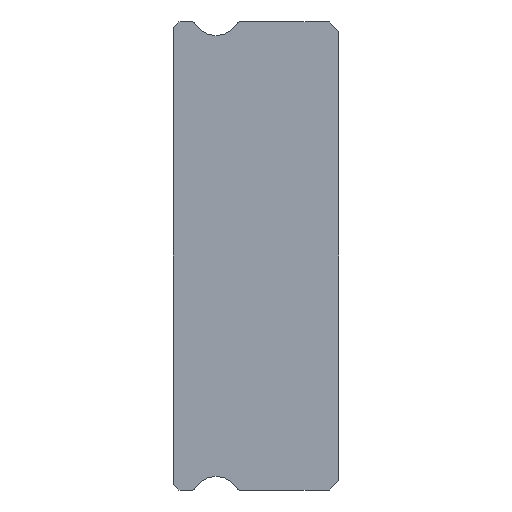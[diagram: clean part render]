
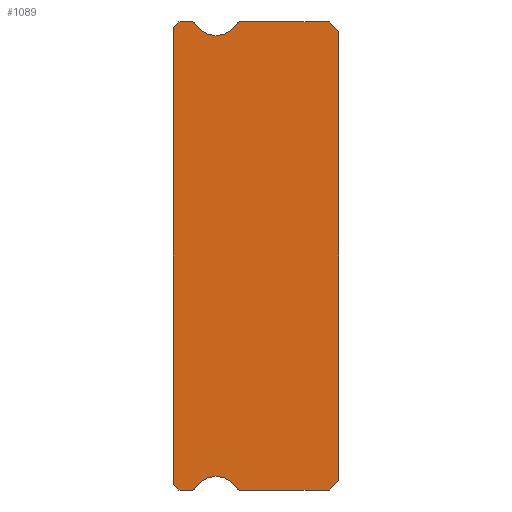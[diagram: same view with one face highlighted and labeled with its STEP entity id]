
A CAD part, left-side view. The second image highlights one B-rep face of the part: STEP entity #1089.
In plain terms, the highlighted planar face has unit normal (-1, 0, 0).
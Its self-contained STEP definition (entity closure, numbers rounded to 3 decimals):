
#34 = CIRCLE ( 'NONE', #3692, 1.25 ) ;
#64 = DIRECTION ( 'NONE',  ( 0., 0., -1. ) ) ;
#75 = VERTEX_POINT ( 'NONE', #967 ) ;
#84 = EDGE_CURVE ( 'NONE', #1371, #75, #1772, .T. ) ;
#160 = DIRECTION ( 'NONE',  ( 0., 0., -1. ) ) ;
#185 = LINE ( 'NONE', #4077, #1174 ) ;
#190 = CARTESIAN_POINT ( 'NONE',  ( -10., 8.5, 11.7 ) ) ;
#203 = VERTEX_POINT ( 'NONE', #4855 ) ;
#228 = CARTESIAN_POINT ( 'NONE',  ( -10., 0., 11.5 ) ) ;
#398 = DIRECTION ( 'NONE',  ( -1., 0., 0. ) ) ;
#413 = DIRECTION ( 'NONE',  ( 1., 0., 0. ) ) ;
#561 = EDGE_CURVE ( 'NONE', #2508, #721, #2424, .T. ) ;
#579 = VERTEX_POINT ( 'NONE', #2090 ) ;
#583 = EDGE_CURVE ( 'NONE', #4567, #2508, #2753, .T. ) ;
#675 = ORIENTED_EDGE ( 'NONE', *, *, #4463, .F. ) ;
#719 = CARTESIAN_POINT ( 'NONE',  ( -10., 8.5, 11.7 ) ) ;
#721 = VERTEX_POINT ( 'NONE', #228 ) ;
#763 = DIRECTION ( 'NONE',  ( 0., 1., 0. ) ) ;
#778 = ORIENTED_EDGE ( 'NONE', *, *, #1863, .T. ) ;
#784 = AXIS2_PLACEMENT_3D ( 'NONE', #1324, #3246, #4764 ) ;
#806 = CARTESIAN_POINT ( 'NONE',  ( -10., 8.5, 11.85 ) ) ;
#840 = VERTEX_POINT ( 'NONE', #1829 ) ;
#869 = DIRECTION ( 'NONE',  ( 1., 0., 0. ) ) ;
#964 = DIRECTION ( 'NONE',  ( 1., 0., 0. ) ) ;
#967 = CARTESIAN_POINT ( 'NONE',  ( -10., 5.217, 11.925 ) ) ;
#1001 = EDGE_CURVE ( 'NONE', #3447, #203, #34, .T. ) ;
#1010 = DIRECTION ( 'NONE',  ( 0., 0., -1. ) ) ;
#1039 = CARTESIAN_POINT ( 'NONE',  ( -10., 5.088, 12. ) ) ;
#1048 = CARTESIAN_POINT ( 'NONE',  ( -10., 7.383, 11.925 ) ) ;
#1089 = ADVANCED_FACE ( 'NONE', ( #1166 ), #2048, .F. ) ;
#1153 = EDGE_CURVE ( 'NONE', #2216, #1371, #1578, .T. ) ;
#1166 = FACE_OUTER_BOUND ( 'NONE', #4167, .T. ) ;
#1173 = ORIENTED_EDGE ( 'NONE', *, *, #2192, .T. ) ;
#1174 = VECTOR ( 'NONE', #3668, 1000. ) ;
#1250 = ORIENTED_EDGE ( 'NONE', *, *, #3720, .F. ) ;
#1324 = CARTESIAN_POINT ( 'NONE',  ( -10., 6.3, 12.55 ) ) ;
#1344 = ORIENTED_EDGE ( 'NONE', *, *, #3503, .F. ) ;
#1371 = VERTEX_POINT ( 'NONE', #1517 ) ;
#1386 = LINE ( 'NONE', #4458, #4415 ) ;
#1415 = ORIENTED_EDGE ( 'NONE', *, *, #3333, .T. ) ;
#1425 = CIRCLE ( 'NONE', #4568, 0.15 ) ;
#1443 = VECTOR ( 'NONE', #2477, 1000. ) ;
#1449 = CARTESIAN_POINT ( 'NONE',  ( -10., 7.512, 12. ) ) ;
#1501 = CARTESIAN_POINT ( 'NONE',  ( -10., 8.2, 12. ) ) ;
#1503 = LINE ( 'NONE', #1529, #4422 ) ;
#1506 = CIRCLE ( 'NONE', #2172, 0.15 ) ;
#1517 = CARTESIAN_POINT ( 'NONE',  ( -10., 6.3, 11.3 ) ) ;
#1524 = CIRCLE ( 'NONE', #3237, 0.15 ) ;
#1529 = CARTESIAN_POINT ( 'NONE',  ( -10., 7.512, -12. ) ) ;
#1578 = CIRCLE ( 'NONE', #2234, 1.25 ) ;
#1653 = DIRECTION ( 'NONE',  ( 0., -0.707, -0.707 ) ) ;
#1667 = CARTESIAN_POINT ( 'NONE',  ( -10., 6.3, 12.55 ) ) ;
#1698 = CARTESIAN_POINT ( 'NONE',  ( -10., 8.2, 12. ) ) ;
#1730 = VERTEX_POINT ( 'NONE', #4680 ) ;
#1772 = CIRCLE ( 'NONE', #784, 1.25 ) ;
#1806 = CARTESIAN_POINT ( 'NONE',  ( -10., 8.2, -12. ) ) ;
#1818 = ORIENTED_EDGE ( 'NONE', *, *, #561, .F. ) ;
#1829 = CARTESIAN_POINT ( 'NONE',  ( -10., 8.5, -11.7 ) ) ;
#1863 = EDGE_CURVE ( 'NONE', #4898, #3262, #2848, .T. ) ;
#1909 = LINE ( 'NONE', #4971, #2268 ) ;
#1933 = VECTOR ( 'NONE', #1653, 1000. ) ;
#1943 = CARTESIAN_POINT ( 'NONE',  ( -10., 7.512, -11.85 ) ) ;
#2048 = PLANE ( 'NONE',  #2486 ) ;
#2090 = CARTESIAN_POINT ( 'NONE',  ( -10., 0.5, -12. ) ) ;
#2146 = VECTOR ( 'NONE', #4403, 1000. ) ;
#2155 = DIRECTION ( 'NONE',  ( 0., 0., 1. ) ) ;
#2160 = VECTOR ( 'NONE', #3827, 1000. ) ;
#2168 = CIRCLE ( 'NONE', #3545, 0.15 ) ;
#2172 = AXIS2_PLACEMENT_3D ( 'NONE', #2958, #4471, #1010 ) ;
#2183 = ORIENTED_EDGE ( 'NONE', *, *, #3880, .T. ) ;
#2192 = EDGE_CURVE ( 'NONE', #840, #3924, #4938, .T. ) ;
#2202 = ORIENTED_EDGE ( 'NONE', *, *, #1153, .F. ) ;
#2216 = VERTEX_POINT ( 'NONE', #1048 ) ;
#2234 = AXIS2_PLACEMENT_3D ( 'NONE', #1667, #3542, #64 ) ;
#2268 = VECTOR ( 'NONE', #2294, 1000. ) ;
#2294 = DIRECTION ( 'NONE',  ( 0., 0.707, -0.707 ) ) ;
#2306 = DIRECTION ( 'NONE',  ( 0., 0., -1. ) ) ;
#2331 = ORIENTED_EDGE ( 'NONE', *, *, #2423, .F. ) ;
#2337 = ORIENTED_EDGE ( 'NONE', *, *, #84, .F. ) ;
#2375 = DIRECTION ( 'NONE',  ( 0., 0., 1. ) ) ;
#2423 = EDGE_CURVE ( 'NONE', #840, #4359, #4391, .T. ) ;
#2424 = LINE ( 'NONE', #3175, #1933 ) ;
#2436 = DIRECTION ( 'NONE',  ( 0., 0., -1. ) ) ;
#2477 = DIRECTION ( 'NONE',  ( 0., -1., 0. ) ) ;
#2486 = AXIS2_PLACEMENT_3D ( 'NONE', #3937, #413, #2738 ) ;
#2508 = VERTEX_POINT ( 'NONE', #4166 ) ;
#2653 = VECTOR ( 'NONE', #2375, 1000. ) ;
#2681 = DIRECTION ( 'NONE',  ( 0., -0.707, -0.707 ) ) ;
#2738 = DIRECTION ( 'NONE',  ( 0., 0., -1. ) ) ;
#2753 = LINE ( 'NONE', #4365, #1443 ) ;
#2792 = CARTESIAN_POINT ( 'NONE',  ( -10., 6.3, -12.55 ) ) ;
#2848 = LINE ( 'NONE', #1698, #2146 ) ;
#2958 = CARTESIAN_POINT ( 'NONE',  ( -10., 5.088, 11.85 ) ) ;
#3044 = CARTESIAN_POINT ( 'NONE',  ( -10., 8.2, -12. ) ) ;
#3067 = DIRECTION ( 'NONE',  ( 1., 0., 0. ) ) ;
#3151 = ORIENTED_EDGE ( 'NONE', *, *, #4661, .F. ) ;
#3175 = CARTESIAN_POINT ( 'NONE',  ( -10., 0.5, 12. ) ) ;
#3237 = AXIS2_PLACEMENT_3D ( 'NONE', #4322, #869, #2436 ) ;
#3246 = DIRECTION ( 'NONE',  ( -1., 0., 0. ) ) ;
#3262 = VERTEX_POINT ( 'NONE', #1501 ) ;
#3289 = CARTESIAN_POINT ( 'NONE',  ( -10., 7.512, 11.85 ) ) ;
#3333 = EDGE_CURVE ( 'NONE', #3262, #4359, #4546, .T. ) ;
#3447 = VERTEX_POINT ( 'NONE', #4785 ) ;
#3503 = EDGE_CURVE ( 'NONE', #4898, #2216, #1425, .T. ) ;
#3542 = DIRECTION ( 'NONE',  ( -1., 0., 0. ) ) ;
#3545 = AXIS2_PLACEMENT_3D ( 'NONE', #1943, #3067, #2306 ) ;
#3562 = EDGE_CURVE ( 'NONE', #3924, #4356, #185, .T. ) ;
#3628 = ORIENTED_EDGE ( 'NONE', *, *, #4954, .F. ) ;
#3643 = ORIENTED_EDGE ( 'NONE', *, *, #3562, .T. ) ;
#3650 = CARTESIAN_POINT ( 'NONE',  ( -10., 7.512, -12. ) ) ;
#3668 = DIRECTION ( 'NONE',  ( 0., -1., 0. ) ) ;
#3676 = CARTESIAN_POINT ( 'NONE',  ( -10., 0., -11.5 ) ) ;
#3692 = AXIS2_PLACEMENT_3D ( 'NONE', #2792, #398, #4304 ) ;
#3720 = EDGE_CURVE ( 'NONE', #75, #4567, #1506, .T. ) ;
#3754 = ORIENTED_EDGE ( 'NONE', *, *, #3990, .F. ) ;
#3827 = DIRECTION ( 'NONE',  ( 0., 0.707, -0.707 ) ) ;
#3880 = EDGE_CURVE ( 'NONE', #3975, #721, #1386, .T. ) ;
#3924 = VERTEX_POINT ( 'NONE', #1806 ) ;
#3937 = CARTESIAN_POINT ( 'NONE',  ( -10., 7.512, 11.85 ) ) ;
#3975 = VERTEX_POINT ( 'NONE', #3676 ) ;
#3990 = EDGE_CURVE ( 'NONE', #203, #4356, #2168, .T. ) ;
#4003 = VECTOR ( 'NONE', #2681, 1000. ) ;
#4077 = CARTESIAN_POINT ( 'NONE',  ( -10., 7.512, -12. ) ) ;
#4166 = CARTESIAN_POINT ( 'NONE',  ( -10., 0.5, 12. ) ) ;
#4167 = EDGE_LOOP ( 'NONE', ( #2331, #1173, #3643, #3754, #4518, #3151, #675, #3628, #2183, #1818, #4370, #1250, #2337, #2202, #1344, #778, #1415 ) ) ;
#4304 = DIRECTION ( 'NONE',  ( 0., 0., -1. ) ) ;
#4322 = CARTESIAN_POINT ( 'NONE',  ( -10., 5.088, -11.85 ) ) ;
#4356 = VERTEX_POINT ( 'NONE', #3650 ) ;
#4359 = VERTEX_POINT ( 'NONE', #190 ) ;
#4365 = CARTESIAN_POINT ( 'NONE',  ( -10., 7.512, 12. ) ) ;
#4370 = ORIENTED_EDGE ( 'NONE', *, *, #583, .F. ) ;
#4391 = LINE ( 'NONE', #806, #2653 ) ;
#4403 = DIRECTION ( 'NONE',  ( 0., 1., 0. ) ) ;
#4415 = VECTOR ( 'NONE', #2155, 1000. ) ;
#4422 = VECTOR ( 'NONE', #763, 1000. ) ;
#4458 = CARTESIAN_POINT ( 'NONE',  ( -10., 0., 11.5 ) ) ;
#4463 = EDGE_CURVE ( 'NONE', #579, #1730, #1503, .T. ) ;
#4471 = DIRECTION ( 'NONE',  ( 1., 0., 0. ) ) ;
#4518 = ORIENTED_EDGE ( 'NONE', *, *, #1001, .F. ) ;
#4546 = LINE ( 'NONE', #719, #2160 ) ;
#4567 = VERTEX_POINT ( 'NONE', #1039 ) ;
#4568 = AXIS2_PLACEMENT_3D ( 'NONE', #3289, #964, #160 ) ;
#4661 = EDGE_CURVE ( 'NONE', #1730, #3447, #1524, .T. ) ;
#4680 = CARTESIAN_POINT ( 'NONE',  ( -10., 5.088, -12. ) ) ;
#4764 = DIRECTION ( 'NONE',  ( 0., 0., -1. ) ) ;
#4785 = CARTESIAN_POINT ( 'NONE',  ( -10., 5.217, -11.925 ) ) ;
#4855 = CARTESIAN_POINT ( 'NONE',  ( -10., 7.383, -11.925 ) ) ;
#4898 = VERTEX_POINT ( 'NONE', #1449 ) ;
#4938 = LINE ( 'NONE', #3044, #4003 ) ;
#4954 = EDGE_CURVE ( 'NONE', #3975, #579, #1909, .T. ) ;
#4971 = CARTESIAN_POINT ( 'NONE',  ( -10., 0., -11.5 ) ) ;
